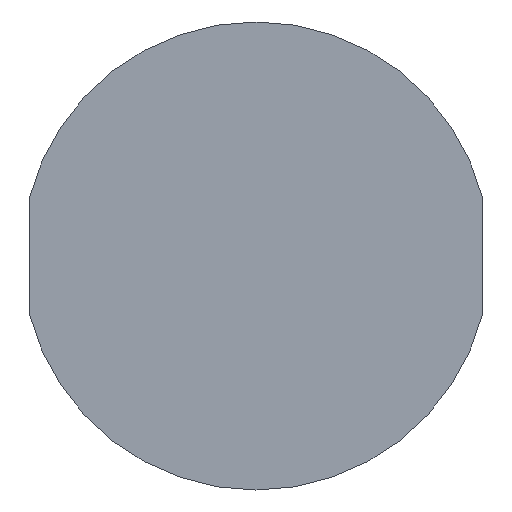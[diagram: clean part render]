
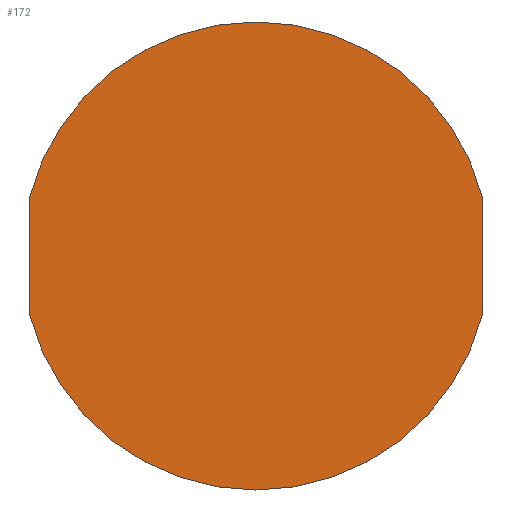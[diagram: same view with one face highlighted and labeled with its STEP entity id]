
A CAD part, front view. The second image highlights one B-rep face of the part: STEP entity #172.
In plain terms, the highlighted planar face has unit normal (0, -1, 0).
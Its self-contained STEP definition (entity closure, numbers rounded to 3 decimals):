
#1 = CARTESIAN_POINT ( 'NONE',  ( 0., 0., 0. ) ) ;
#7 = EDGE_LOOP ( 'NONE', ( #192, #87, #90, #224, #260 ) ) ;
#9 = CARTESIAN_POINT ( 'NONE',  ( -4.824, 0., 1.25 ) ) ;
#11 = LINE ( 'NONE', #156, #232 ) ;
#31 = FACE_OUTER_BOUND ( 'NONE', #7, .T. ) ;
#32 = DIRECTION ( 'NONE',  ( 0., 1., 0. ) ) ;
#37 = EDGE_CURVE ( 'NONE', #154, #70, #239, .T. ) ;
#46 = CIRCLE ( 'NONE', #240, 4.983 ) ;
#61 = DIRECTION ( 'NONE',  ( 0., 1., 0. ) ) ;
#66 = AXIS2_PLACEMENT_3D ( 'NONE', #95, #155, #98 ) ;
#70 = VERTEX_POINT ( 'NONE', #124 ) ;
#79 = CARTESIAN_POINT ( 'NONE',  ( 0., 0., 0. ) ) ;
#81 = CARTESIAN_POINT ( 'NONE',  ( -4.824, 0., -1.25 ) ) ;
#86 = CIRCLE ( 'NONE', #266, 4.983 ) ;
#87 = ORIENTED_EDGE ( 'NONE', *, *, #91, .F. ) ;
#90 = ORIENTED_EDGE ( 'NONE', *, *, #200, .F. ) ;
#91 = EDGE_CURVE ( 'NONE', #130, #154, #11, .T. ) ;
#95 = CARTESIAN_POINT ( 'NONE',  ( 0., 0., 0. ) ) ;
#96 = CARTESIAN_POINT ( 'NONE',  ( 0., 0., 0. ) ) ;
#98 = DIRECTION ( 'NONE',  ( 0., 0., 1. ) ) ;
#113 = VECTOR ( 'NONE', #160, 1000. ) ;
#119 = DIRECTION ( 'NONE',  ( 0., 0., 1. ) ) ;
#124 = CARTESIAN_POINT ( 'NONE',  ( 4.824, 0., 1.25 ) ) ;
#128 = CARTESIAN_POINT ( 'NONE',  ( 4.824, 0., -1.25 ) ) ;
#130 = VERTEX_POINT ( 'NONE', #81 ) ;
#154 = VERTEX_POINT ( 'NONE', #9 ) ;
#155 = DIRECTION ( 'NONE',  ( 0., 1., 0. ) ) ;
#156 = CARTESIAN_POINT ( 'NONE',  ( -4.824, 0., -1.25 ) ) ;
#158 = DIRECTION ( 'NONE',  ( 0., 0., 1. ) ) ;
#160 = DIRECTION ( 'NONE',  ( 0., 0., -1. ) ) ;
#164 = AXIS2_PLACEMENT_3D ( 'NONE', #79, #265, #119 ) ;
#172 = ADVANCED_FACE ( 'NONE', ( #31 ), #175, .F. ) ;
#175 = PLANE ( 'NONE',  #164 ) ;
#192 = ORIENTED_EDGE ( 'NONE', *, *, #37, .F. ) ;
#200 = EDGE_CURVE ( 'NONE', #208, #130, #46, .T. ) ;
#208 = VERTEX_POINT ( 'NONE', #249 ) ;
#224 = ORIENTED_EDGE ( 'NONE', *, *, #272, .F. ) ;
#232 = VECTOR ( 'NONE', #244, 1000. ) ;
#233 = CARTESIAN_POINT ( 'NONE',  ( 4.824, 0., -1.25 ) ) ;
#239 = CIRCLE ( 'NONE', #66, 4.983 ) ;
#240 = AXIS2_PLACEMENT_3D ( 'NONE', #96, #32, #158 ) ;
#241 = VERTEX_POINT ( 'NONE', #128 ) ;
#244 = DIRECTION ( 'NONE',  ( 0., 0., 1. ) ) ;
#249 = CARTESIAN_POINT ( 'NONE',  ( 0., 0., -4.983 ) ) ;
#251 = DIRECTION ( 'NONE',  ( 0., 0., 1. ) ) ;
#260 = ORIENTED_EDGE ( 'NONE', *, *, #264, .F. ) ;
#264 = EDGE_CURVE ( 'NONE', #70, #241, #275, .T. ) ;
#265 = DIRECTION ( 'NONE',  ( 0., 1., 0. ) ) ;
#266 = AXIS2_PLACEMENT_3D ( 'NONE', #1, #61, #251 ) ;
#272 = EDGE_CURVE ( 'NONE', #241, #208, #86, .T. ) ;
#275 = LINE ( 'NONE', #233, #113 ) ;
